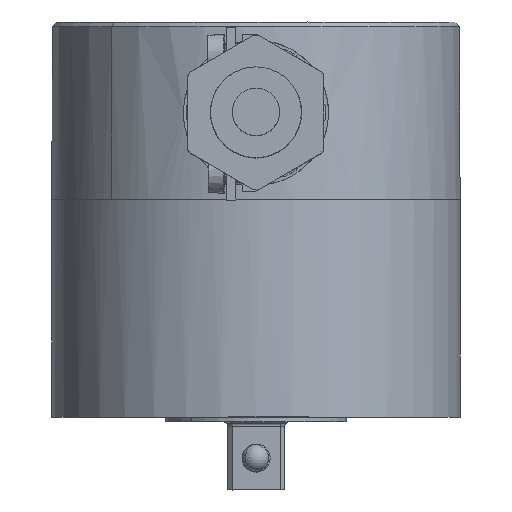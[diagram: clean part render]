
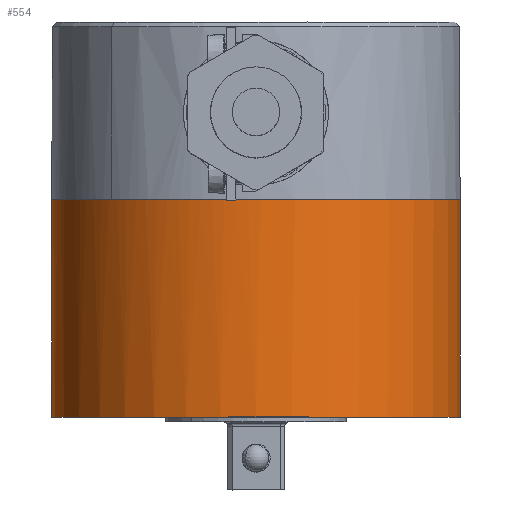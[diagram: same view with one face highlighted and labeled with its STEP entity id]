
A CAD part, top view. The second image highlights one B-rep face of the part: STEP entity #554.
In plain terms, the highlighted cylindrical face has radius 22.5 mm (diameter 45 mm), a partial arc.
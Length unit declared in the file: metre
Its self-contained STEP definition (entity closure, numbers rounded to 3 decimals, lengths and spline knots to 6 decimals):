
#554=ADVANCED_FACE('',(#1239),#1240,.T.);
#1239=FACE_OUTER_BOUND('',#2050,.T.);
#1240=CYLINDRICAL_SURFACE('',#2051,0.0225);
#2050=EDGE_LOOP('',(#3697,#3698,#3699,#3700,#3701));
#2051=AXIS2_PLACEMENT_3D('',#3702,#3703,#3704);
#3697=ORIENTED_EDGE('',*,*,#5519,.F.);
#3698=ORIENTED_EDGE('',*,*,#5421,.F.);
#3699=ORIENTED_EDGE('',*,*,#5520,.F.);
#3700=ORIENTED_EDGE('',*,*,#5521,.F.);
#3701=ORIENTED_EDGE('',*,*,#5522,.T.);
#3702=CARTESIAN_POINT('',(-0.042025,-0.005503,-0.007273));
#3703=DIRECTION('',(0.,-1.,0.));
#3704=DIRECTION('',(-1.,0.,0.));
#5421=EDGE_CURVE('0:1071',#6732,#6733,#6734,.T.);
#5519=EDGE_CURVE('',#6733,#6868,#6869,.T.);
#5520=EDGE_CURVE('',#6870,#6732,#6871,.T.);
#5521=EDGE_CURVE('0:1065',#5913,#6870,#6872,.T.);
#5522=EDGE_CURVE('0:1800',#5913,#6868,#6873,.F.);
#5913=VERTEX_POINT('',#7361);
#6732=VERTEX_POINT('',#8594);
#6733=VERTEX_POINT('',#8595);
#6734=CIRCLE('',#8596,0.0225);
#6868=VERTEX_POINT('',#8875);
#6869=LINE('',#8876,#8877);
#6870=VERTEX_POINT('',#8878);
#6871=LINE('',#8879,#8880);
#6872=CIRCLE('',#8881,0.0225);
#6873=CIRCLE('',#8882,0.0225);
#7361=CARTESIAN_POINT('',(-0.04158,0.006242,0.015225));
#8594=CARTESIAN_POINT('',(-0.019523,-0.017751,-0.007276));
#8595=CARTESIAN_POINT('',(-0.064523,-0.017755,-0.007276));
#8596=AXIS2_PLACEMENT_3D('',#10070,#10071,#10072);
#8875=CARTESIAN_POINT('',(-0.064526,0.006245,-0.00727));
#8876=CARTESIAN_POINT('',(-0.064525,-0.005505,-0.007273));
#8877=VECTOR('',#10195,1.0);
#8878=CARTESIAN_POINT('',(-0.019526,0.006257,-0.00727));
#8879=CARTESIAN_POINT('',(-0.019525,-0.005501,-0.007273));
#8880=VECTOR('',#10196,1.0);
#8881=AXIS2_PLACEMENT_3D('',#10197,#10198,#10199);
#8882=AXIS2_PLACEMENT_3D('',#10200,#10201,#10202);
#10070=CARTESIAN_POINT('',(-0.042023,-0.017753,-0.007276));
#10071=DIRECTION('',(0.,-1.,0.));
#10072=DIRECTION('',(-1.,0.,0.));
#10195=DIRECTION('',(0.,1.,0.));
#10196=DIRECTION('',(0.,-1.,0.));
#10197=CARTESIAN_POINT('',(-0.042026,0.006247,-0.00727));
#10198=DIRECTION('',(0.,1.,0.));
#10199=DIRECTION('',(-1.,0.,0.));
#10200=CARTESIAN_POINT('',(-0.042026,0.006247,-0.00727));
#10201=DIRECTION('',(0.,1.,0.));
#10202=DIRECTION('',(-1.,0.,0.));
